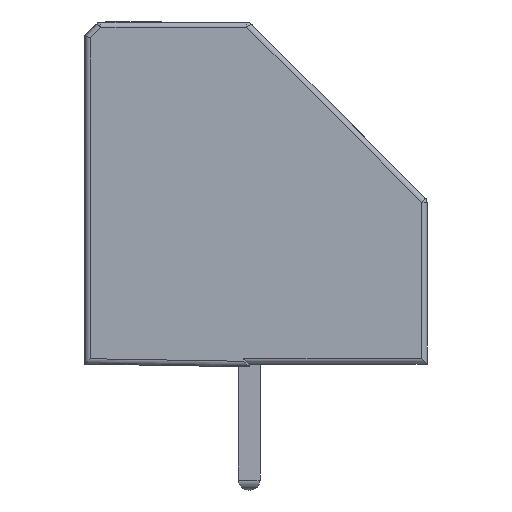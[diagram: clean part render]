
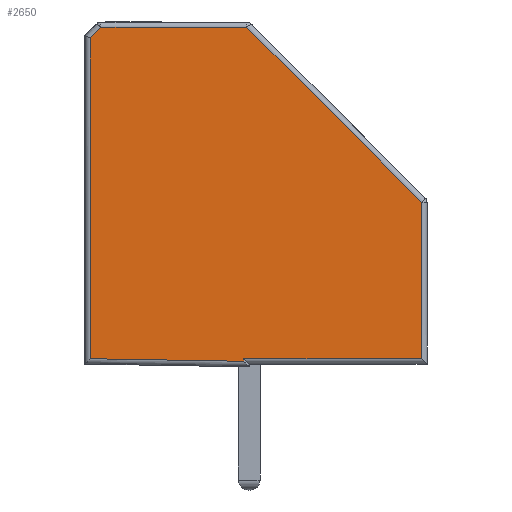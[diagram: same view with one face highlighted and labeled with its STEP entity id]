
A CAD part, left-side view. The second image highlights one B-rep face of the part: STEP entity #2650.
In plain terms, the highlighted planar face has unit normal (-1, 0, 0).
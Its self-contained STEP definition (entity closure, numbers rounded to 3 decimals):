
#13=DIRECTION('',(0.,0.,1.));
#28=VECTOR('',#13,1.);
#52=DIRECTION('',(0.,0.707,-0.707));
#80=DIRECTION('',(0.,-1.,0.));
#128=VECTOR('',#80,1.);
#149=VECTOR('',#150,1.);
#150=DIRECTION('',(0.,0.707,0.707));
#157=VECTOR('',#158,1.);
#158=DIRECTION('',(0.,1.,0.));
#165=VECTOR('',#52,1.);
#172=VECTOR('',#173,1.);
#173=DIRECTION('',(0.,0.,-1.));
#180=VECTOR('',#181,1.);
#181=DIRECTION('',(0.,-1.,-0.017));
#189=DIRECTION('',(-1.,0.,0.));
#190=DIRECTION('',(0.,-1.,0.));
#569=VERTEX_POINT('',#570);
#570=CARTESIAN_POINT('',(-2.5,-6.3,6.017));
#580=EDGE_CURVE('',#581,#569,#583,.T.);
#581=VERTEX_POINT('',#582);
#582=CARTESIAN_POINT('',(-2.5,-6.3,0.3));
#583=LINE('',#584,#28);
#584=CARTESIAN_POINT('',(-2.5,-6.3,0.1));
#1223=VERTEX_POINT('',#1224);
#1224=CARTESIAN_POINT('',(-2.5,0.2,0.3));
#1228=ORIENTED_EDGE('',*,*,#1229,.T.);
#1229=EDGE_CURVE('',#1223,#581,#1230,.T.);
#1230=LINE('',#1231,#128);
#1231=CARTESIAN_POINT('',(-2.5,0.,0.3));
#2650=ADVANCED_FACE('',(#2651),#2688,.T.);
#2651=FACE_BOUND('',#2652,.T.);
#2652=EDGE_LOOP('',(#1228,#2653,#2654,#2660,#2666,#2672,#2678,#2684));
#2653=ORIENTED_EDGE('',*,*,#580,.T.);
#2654=ORIENTED_EDGE('',*,*,#2655,.T.);
#2655=EDGE_CURVE('',#569,#2656,#2658,.T.);
#2656=VERTEX_POINT('',#2657);
#2657=CARTESIAN_POINT('',(-2.5,0.083,12.4));
#2658=LINE('',#2659,#149);
#2659=CARTESIAN_POINT('',(-2.5,-6.359,5.959));
#2660=ORIENTED_EDGE('',*,*,#2661,.T.);
#2661=EDGE_CURVE('',#2656,#2662,#2664,.T.);
#2662=VERTEX_POINT('',#2663);
#2663=CARTESIAN_POINT('',(-2.5,5.417,12.4));
#2664=LINE('',#2665,#157);
#2665=CARTESIAN_POINT('',(-2.5,0.,12.4));
#2666=ORIENTED_EDGE('',*,*,#2667,.T.);
#2667=EDGE_CURVE('',#2662,#2668,#2670,.T.);
#2668=VERTEX_POINT('',#2669);
#2669=CARTESIAN_POINT('',(-2.5,5.8,12.017));
#2670=LINE('',#2671,#165);
#2671=CARTESIAN_POINT('',(-2.5,5.359,12.459));
#2672=ORIENTED_EDGE('',*,*,#2673,.T.);
#2673=EDGE_CURVE('',#2668,#2674,#2676,.T.);
#2674=VERTEX_POINT('',#2675);
#2675=CARTESIAN_POINT('',(-2.5,5.8,0.297));
#2676=LINE('',#2677,#172);
#2677=CARTESIAN_POINT('',(-2.5,5.8,12.1));
#2678=ORIENTED_EDGE('',*,*,#2679,.T.);
#2679=EDGE_CURVE('',#2674,#2680,#2682,.T.);
#2680=VERTEX_POINT('',#2681);
#2681=CARTESIAN_POINT('',(-2.5,0.2,0.203));
#2682=LINE('',#2683,#180);
#2683=CARTESIAN_POINT('',(-2.5,5.997,0.3));
#2684=ORIENTED_EDGE('',*,*,#2685,.T.);
#2685=EDGE_CURVE('',#2680,#1223,#2686,.T.);
#2686=LINE('',#2687,#28);
#2687=CARTESIAN_POINT('',(-2.5,0.2,0.));
#2688=PLANE('',#2689);
#2689=AXIS2_PLACEMENT_3D('',#2690,#189,#190);
#2690=CARTESIAN_POINT('',(-2.5,0.417,5.581));
